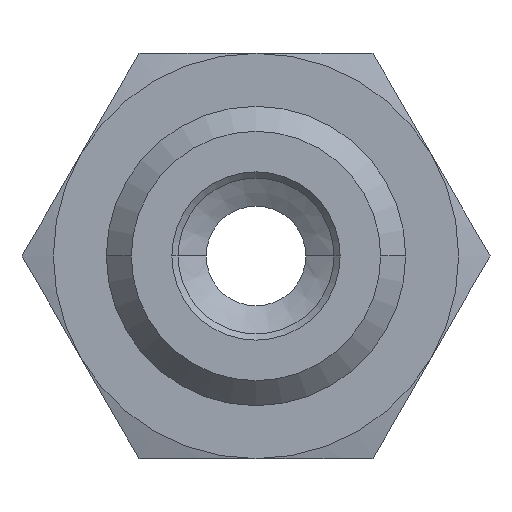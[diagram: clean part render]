
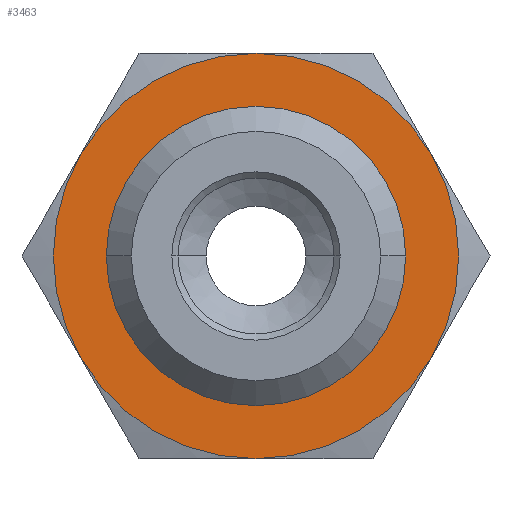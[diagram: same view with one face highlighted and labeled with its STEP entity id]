
A CAD part, front view. The second image highlights one B-rep face of the part: STEP entity #3463.
In plain terms, the highlighted planar face has unit normal (0, -1, 0).
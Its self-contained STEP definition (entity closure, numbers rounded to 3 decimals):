
#190=CARTESIAN_POINT('',(0.,0.,0.));
#191=DIRECTION('',(0.,1.,0.));
#192=DIRECTION('',(-1.,0.,0.));
#193=AXIS2_PLACEMENT_3D('',#190,#191,#192);
#203=CARTESIAN_POINT('',(0.,0.,0.));
#204=DIRECTION('',(0.,-1.,0.));
#205=DIRECTION('',(-1.,0.,0.));
#206=AXIS2_PLACEMENT_3D('',#203,#204,#205);
#208=CARTESIAN_POINT('',(0.,0.,0.));
#209=DIRECTION('',(0.,-1.,0.));
#210=DIRECTION('',(-0.866,0.,0.5));
#211=AXIS2_PLACEMENT_3D('',#208,#209,#210);
#213=CARTESIAN_POINT('',(0.,0.,0.));
#214=DIRECTION('',(0.,-1.,0.));
#215=DIRECTION('',(-0.866,0.,-0.5));
#216=AXIS2_PLACEMENT_3D('',#213,#214,#215);
#218=CARTESIAN_POINT('',(0.,0.,0.));
#219=DIRECTION('',(0.,-1.,0.));
#220=DIRECTION('',(0.,0.,-1.));
#221=AXIS2_PLACEMENT_3D('',#218,#219,#220);
#223=CARTESIAN_POINT('',(0.,0.,0.));
#224=DIRECTION('',(0.,-1.,0.));
#225=DIRECTION('',(0.866,0.,0.5));
#226=AXIS2_PLACEMENT_3D('',#223,#224,#225);
#228=CARTESIAN_POINT('',(0.,0.,0.));
#229=DIRECTION('',(0.,-1.,0.));
#230=DIRECTION('',(0.866,0.,-0.5));
#231=AXIS2_PLACEMENT_3D('',#228,#229,#230);
#251=CARTESIAN_POINT('',(-5.629,0.,
-3.25));
#283=CARTESIAN_POINT('',(0.,0.,
-6.5));
#315=CARTESIAN_POINT('',(5.629,0.,
-3.25));
#355=CARTESIAN_POINT('',(5.629,0.,
3.25));
#2573=CARTESIAN_POINT('',(-5.629,0.,
3.25));
#2623=CARTESIAN_POINT('',(0.,0.,0.));
#2624=DIRECTION('',(0.,-1.,0.));
#2625=DIRECTION('',(0.,0.,1.));
#2626=AXIS2_PLACEMENT_3D('',#2623,#2624,#2625);
#2646=CARTESIAN_POINT('',(-4.8,0.,0.));
#2648=VERTEX_POINT('',#2646);
#2652=CARTESIAN_POINT('',(4.8,0.,0.));
#2654=VERTEX_POINT('',#2652);
#3110=VERTEX_POINT('',#2573);
#3114=CARTESIAN_POINT('',(0.,0.,6.5));
#3115=VERTEX_POINT('',#3114);
#3118=VERTEX_POINT('',#251);
#3122=VERTEX_POINT('',#283);
#3126=VERTEX_POINT('',#315);
#3132=VERTEX_POINT('',#355);
#3440=CARTESIAN_POINT('',(0.,0.,0.));
#3441=DIRECTION('',(0.,1.,0.));
#3442=DIRECTION('',(1.,0.,0.));
#3443=AXIS2_PLACEMENT_3D('',#3440,#3441,#3442);
#3444=PLANE('',#3443);
#3446=ORIENTED_EDGE('',*,*,#3445,.F.);
#3448=ORIENTED_EDGE('',*,*,#3447,.F.);
#3450=ORIENTED_EDGE('',*,*,#3449,.F.);
#3452=ORIENTED_EDGE('',*,*,#3451,.F.);
#3454=ORIENTED_EDGE('',*,*,#3453,.F.);
#3456=ORIENTED_EDGE('',*,*,#3455,.F.);
#3457=EDGE_LOOP('',(#3446,#3448,#3450,#3452,#3454,#3456));
#3458=FACE_OUTER_BOUND('',#3457,.F.);
#3459=ORIENTED_EDGE('',*,*,#3435,.T.);
#3460=ORIENTED_EDGE('',*,*,#3419,.F.);
#3461=EDGE_LOOP('',(#3459,#3460));
#3462=FACE_BOUND('',#3461,.F.);
#3463=ADVANCED_FACE('',(#3458,#3462),#3444,.F.);
#194=CIRCLE('',#193,4.8);
#207=CIRCLE('',#206,4.8);
#212=CIRCLE('',#211,6.5);
#217=CIRCLE('',#216,6.5);
#222=CIRCLE('',#221,6.5);
#227=CIRCLE('',#226,6.5);
#232=CIRCLE('',#231,6.5);
#2627=CIRCLE('',#2626,6.5);
#3419=EDGE_CURVE('',#2648,#2654,#194,.T.);
#3435=EDGE_CURVE('',#2648,#2654,#207,.T.);
#3445=EDGE_CURVE('',#3126,#3132,#232,.T.);
#3447=EDGE_CURVE('',#3122,#3126,#222,.T.);
#3449=EDGE_CURVE('',#3118,#3122,#217,.T.);
#3451=EDGE_CURVE('',#3110,#3118,#212,.T.);
#3453=EDGE_CURVE('',#3115,#3110,#2627,.T.);
#3455=EDGE_CURVE('',#3132,#3115,#227,.T.);
